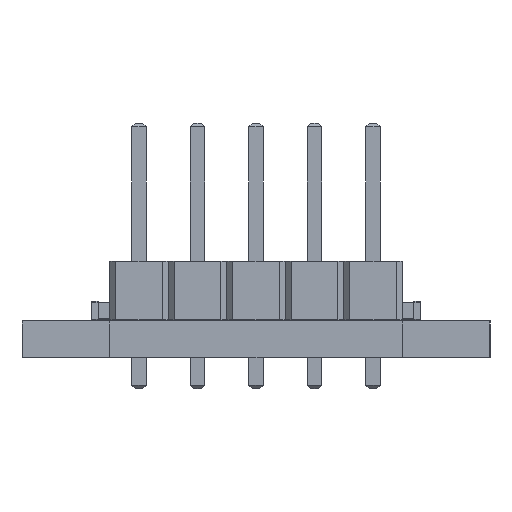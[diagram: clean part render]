
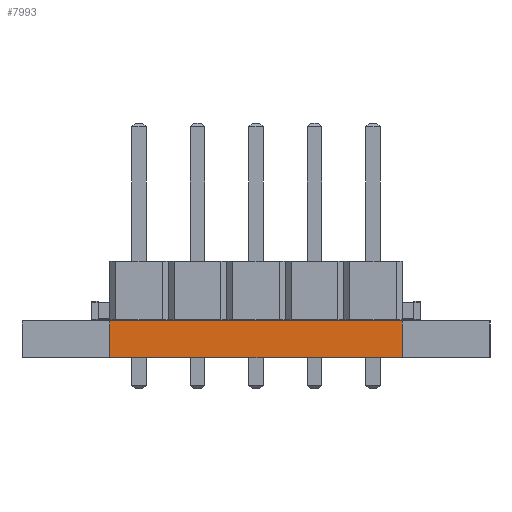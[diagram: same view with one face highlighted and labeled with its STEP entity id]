
A CAD part, left-side view. The second image highlights one B-rep face of the part: STEP entity #7993.
In plain terms, the highlighted planar face has unit normal (-1, 0, 0).
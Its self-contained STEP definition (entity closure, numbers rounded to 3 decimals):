
#7993 = ADVANCED_FACE('',(#7994),#8008,.F.);
#7994 = FACE_BOUND('',#7995,.F.);
#7995 = EDGE_LOOP('',(#7996,#8031,#8059,#8087));
#7996 = ORIENTED_EDGE('',*,*,#7997,.T.);
#7997 = EDGE_CURVE('',#7998,#8000,#8002,.T.);
#7998 = VERTEX_POINT('',#7999);
#7999 = CARTESIAN_POINT('',(100.33,-64.77,0.));
#8000 = VERTEX_POINT('',#8001);
#8001 = CARTESIAN_POINT('',(100.33,-64.77,1.6));
#8002 = SURFACE_CURVE('',#8003,(#8007,#8019),.PCURVE_S1.);
#8003 = LINE('',#8004,#8005);
#8004 = CARTESIAN_POINT('',(100.33,-64.77,0.));
#8005 = VECTOR('',#8006,1.);
#8006 = DIRECTION('',(0.,0.,1.));
#8007 = PCURVE('',#8008,#8013);
#8008 = PLANE('',#8009);
#8009 = AXIS2_PLACEMENT_3D('',#8010,#8011,#8012);
#8010 = CARTESIAN_POINT('',(100.33,-64.77,0.));
#8011 = DIRECTION('',(1.,0.,0.));
#8012 = DIRECTION('',(0.,-1.,0.));
#8013 = DEFINITIONAL_REPRESENTATION('',(#8014),#8018);
#8014 = LINE('',#8015,#8016);
#8015 = CARTESIAN_POINT('',(0.,0.));
#8016 = VECTOR('',#8017,1.);
#8017 = DIRECTION('',(0.,-1.));
#8018 = ( GEOMETRIC_REPRESENTATION_CONTEXT(2) 
PARAMETRIC_REPRESENTATION_CONTEXT() REPRESENTATION_CONTEXT('2D SPACE',''
  ) );
#8019 = PCURVE('',#8020,#8025);
#8020 = PLANE('',#8021);
#8021 = AXIS2_PLACEMENT_3D('',#8022,#8023,#8024);
#8022 = CARTESIAN_POINT('',(101.6,-64.77,0.));
#8023 = DIRECTION('',(0.,-1.,0.));
#8024 = DIRECTION('',(-1.,0.,0.));
#8025 = DEFINITIONAL_REPRESENTATION('',(#8026),#8030);
#8026 = LINE('',#8027,#8028);
#8027 = CARTESIAN_POINT('',(1.27,0.));
#8028 = VECTOR('',#8029,1.);
#8029 = DIRECTION('',(0.,-1.));
#8030 = ( GEOMETRIC_REPRESENTATION_CONTEXT(2) 
PARAMETRIC_REPRESENTATION_CONTEXT() REPRESENTATION_CONTEXT('2D SPACE',''
  ) );
#8031 = ORIENTED_EDGE('',*,*,#8032,.T.);
#8032 = EDGE_CURVE('',#8000,#8033,#8035,.T.);
#8033 = VERTEX_POINT('',#8034);
#8034 = CARTESIAN_POINT('',(100.33,-77.47,1.6));
#8035 = SURFACE_CURVE('',#8036,(#8040,#8047),.PCURVE_S1.);
#8036 = LINE('',#8037,#8038);
#8037 = CARTESIAN_POINT('',(100.33,-64.77,1.6));
#8038 = VECTOR('',#8039,1.);
#8039 = DIRECTION('',(0.,-1.,0.));
#8040 = PCURVE('',#8008,#8041);
#8041 = DEFINITIONAL_REPRESENTATION('',(#8042),#8046);
#8042 = LINE('',#8043,#8044);
#8043 = CARTESIAN_POINT('',(0.,-1.6));
#8044 = VECTOR('',#8045,1.);
#8045 = DIRECTION('',(1.,0.));
#8046 = ( GEOMETRIC_REPRESENTATION_CONTEXT(2) 
PARAMETRIC_REPRESENTATION_CONTEXT() REPRESENTATION_CONTEXT('2D SPACE',''
  ) );
#8047 = PCURVE('',#8048,#8053);
#8048 = PLANE('',#8049);
#8049 = AXIS2_PLACEMENT_3D('',#8050,#8051,#8052);
#8050 = CARTESIAN_POINT('',(115.443,-70.993,1.6));
#8051 = DIRECTION('',(0.,0.,1.));
#8052 = DIRECTION('',(1.,0.,0.));
#8053 = DEFINITIONAL_REPRESENTATION('',(#8054),#8058);
#8054 = LINE('',#8055,#8056);
#8055 = CARTESIAN_POINT('',(-15.113,6.223));
#8056 = VECTOR('',#8057,1.);
#8057 = DIRECTION('',(0.,-1.));
#8058 = ( GEOMETRIC_REPRESENTATION_CONTEXT(2) 
PARAMETRIC_REPRESENTATION_CONTEXT() REPRESENTATION_CONTEXT('2D SPACE',''
  ) );
#8059 = ORIENTED_EDGE('',*,*,#8060,.F.);
#8060 = EDGE_CURVE('',#8061,#8033,#8063,.T.);
#8061 = VERTEX_POINT('',#8062);
#8062 = CARTESIAN_POINT('',(100.33,-77.47,0.));
#8063 = SURFACE_CURVE('',#8064,(#8068,#8075),.PCURVE_S1.);
#8064 = LINE('',#8065,#8066);
#8065 = CARTESIAN_POINT('',(100.33,-77.47,0.));
#8066 = VECTOR('',#8067,1.);
#8067 = DIRECTION('',(0.,0.,1.));
#8068 = PCURVE('',#8008,#8069);
#8069 = DEFINITIONAL_REPRESENTATION('',(#8070),#8074);
#8070 = LINE('',#8071,#8072);
#8071 = CARTESIAN_POINT('',(12.7,0.));
#8072 = VECTOR('',#8073,1.);
#8073 = DIRECTION('',(0.,-1.));
#8074 = ( GEOMETRIC_REPRESENTATION_CONTEXT(2) 
PARAMETRIC_REPRESENTATION_CONTEXT() REPRESENTATION_CONTEXT('2D SPACE',''
  ) );
#8075 = PCURVE('',#8076,#8081);
#8076 = PLANE('',#8077);
#8077 = AXIS2_PLACEMENT_3D('',#8078,#8079,#8080);
#8078 = CARTESIAN_POINT('',(100.33,-77.47,0.));
#8079 = DIRECTION('',(0.,1.,0.));
#8080 = DIRECTION('',(1.,0.,0.));
#8081 = DEFINITIONAL_REPRESENTATION('',(#8082),#8086);
#8082 = LINE('',#8083,#8084);
#8083 = CARTESIAN_POINT('',(0.,0.));
#8084 = VECTOR('',#8085,1.);
#8085 = DIRECTION('',(0.,-1.));
#8086 = ( GEOMETRIC_REPRESENTATION_CONTEXT(2) 
PARAMETRIC_REPRESENTATION_CONTEXT() REPRESENTATION_CONTEXT('2D SPACE',''
  ) );
#8087 = ORIENTED_EDGE('',*,*,#8088,.F.);
#8088 = EDGE_CURVE('',#7998,#8061,#8089,.T.);
#8089 = SURFACE_CURVE('',#8090,(#8094,#8101),.PCURVE_S1.);
#8090 = LINE('',#8091,#8092);
#8091 = CARTESIAN_POINT('',(100.33,-64.77,0.));
#8092 = VECTOR('',#8093,1.);
#8093 = DIRECTION('',(0.,-1.,0.));
#8094 = PCURVE('',#8008,#8095);
#8095 = DEFINITIONAL_REPRESENTATION('',(#8096),#8100);
#8096 = LINE('',#8097,#8098);
#8097 = CARTESIAN_POINT('',(0.,0.));
#8098 = VECTOR('',#8099,1.);
#8099 = DIRECTION('',(1.,0.));
#8100 = ( GEOMETRIC_REPRESENTATION_CONTEXT(2) 
PARAMETRIC_REPRESENTATION_CONTEXT() REPRESENTATION_CONTEXT('2D SPACE',''
  ) );
#8101 = PCURVE('',#8102,#8107);
#8102 = PLANE('',#8103);
#8103 = AXIS2_PLACEMENT_3D('',#8104,#8105,#8106);
#8104 = CARTESIAN_POINT('',(115.443,-70.993,0.));
#8105 = DIRECTION('',(0.,0.,1.));
#8106 = DIRECTION('',(1.,0.,0.));
#8107 = DEFINITIONAL_REPRESENTATION('',(#8108),#8112);
#8108 = LINE('',#8109,#8110);
#8109 = CARTESIAN_POINT('',(-15.113,6.223));
#8110 = VECTOR('',#8111,1.);
#8111 = DIRECTION('',(0.,-1.));
#8112 = ( GEOMETRIC_REPRESENTATION_CONTEXT(2) 
PARAMETRIC_REPRESENTATION_CONTEXT() REPRESENTATION_CONTEXT('2D SPACE',''
  ) );
